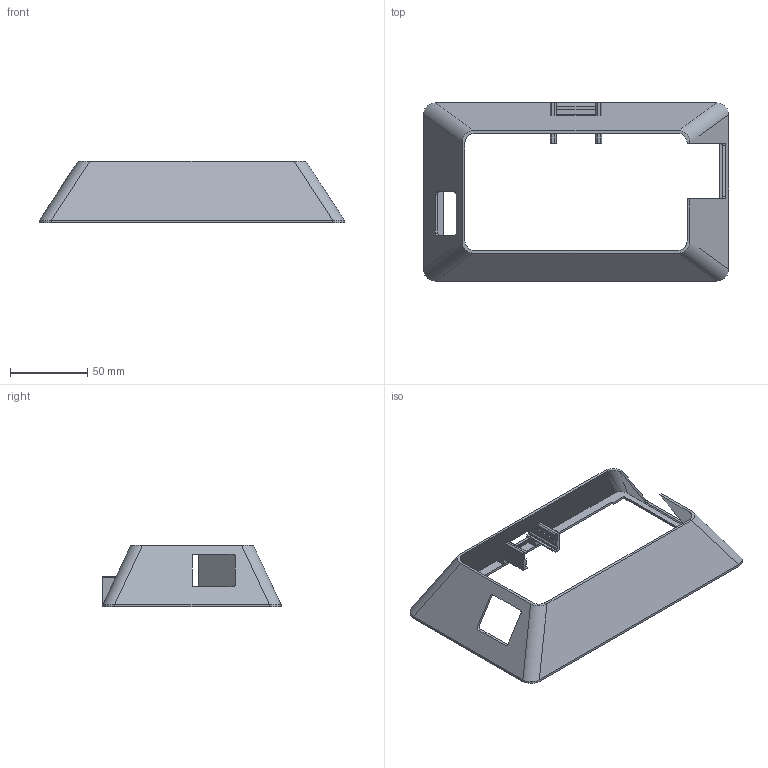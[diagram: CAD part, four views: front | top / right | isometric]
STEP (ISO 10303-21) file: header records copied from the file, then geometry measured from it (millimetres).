
FILE_DESCRIPTION(('FreeCAD Model'),'2;1');
FILE_NAME('main_shell_chop2.step','2019-04-08T00:03:31',('Anool'),('Wyolum'), 'Open CASCADE STEP processor 7.3','FreeCAD','Unknown');
FILE_SCHEMA(('AUTOMOTIVE_DESIGN { 1 0 10303 214 1 1 1 1 }'));
Length unit declared in the file: millimetre
Products named in the file (4): front_face; Body023_(Mirror_#1); Body023; main_side_shell3
Bounding box: 197 x 115 x 40 mm (x, y, z)
Volume: 38776.5 mm3; surface area: 55566.4 mm2
Topology: 4 solids, 4 shells, 95 faces, 266 edges, 178 vertices
Faces by surface type: plane 59, cylinder 16, bspline 12, offset 8
Entity records: 5163 total; most frequent: CARTESIAN_POINT 2549, ORIENTED_EDGE 532, DIRECTION 375, EDGE_CURVE 266, VERTEX_POINT 178, LINE 159, VECTOR 159, AXIS2_PLACEMENT_3D 108
